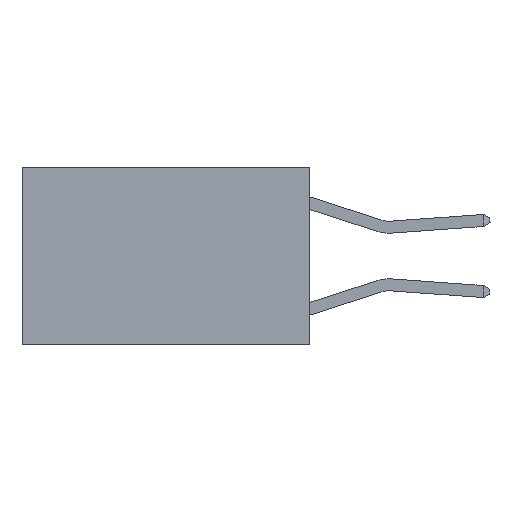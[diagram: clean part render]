
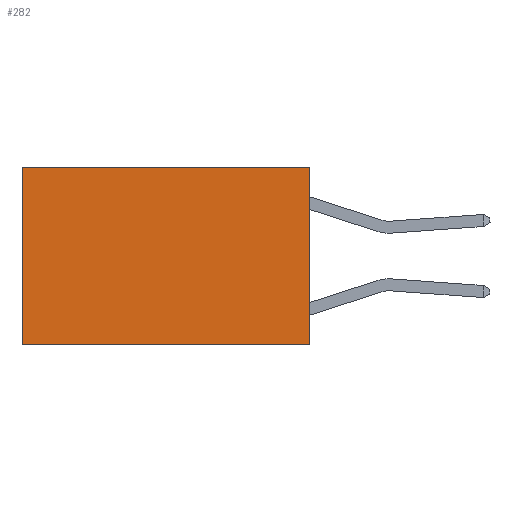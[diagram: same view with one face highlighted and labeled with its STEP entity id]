
A CAD part, left-side view. The second image highlights one B-rep face of the part: STEP entity #282.
In plain terms, the highlighted planar face has unit normal (-1, 0, 0).
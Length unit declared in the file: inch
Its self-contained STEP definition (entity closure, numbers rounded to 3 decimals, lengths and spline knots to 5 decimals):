
#225 = VECTOR ( 'NONE', #5168, 39.37008 ) ;
#282 = ADVANCED_FACE ( 'NONE', ( #2283 ), #7154, .F. ) ;
#437 = ORIENTED_EDGE ( 'NONE', *, *, #6160, .F. ) ;
#740 = VERTEX_POINT ( 'NONE', #1378 ) ;
#855 = VERTEX_POINT ( 'NONE', #9014 ) ;
#1378 = CARTESIAN_POINT ( 'NONE',  ( 0.2625, 0., -0.37 ) ) ;
#2283 = FACE_OUTER_BOUND ( 'NONE', #4730, .T. ) ;
#2449 = LINE ( 'NONE', #3787, #14541 ) ;
#3758 = ORIENTED_EDGE ( 'NONE', *, *, #9928, .F. ) ;
#3787 = CARTESIAN_POINT ( 'NONE',  ( 0.2625, 0.6, 0. ) ) ;
#4268 = CARTESIAN_POINT ( 'NONE',  ( 0.2625, 0., 0. ) ) ;
#4649 = VERTEX_POINT ( 'NONE', #8369 ) ;
#4730 = EDGE_LOOP ( 'NONE', ( #9866, #437, #3758, #7017 ) ) ;
#4998 = LINE ( 'NONE', #14194, #7881 ) ;
#5014 = DIRECTION ( 'NONE',  ( 0., 0., -1. ) ) ;
#5168 = DIRECTION ( 'NONE',  ( 0., 1., 0. ) ) ;
#6160 = EDGE_CURVE ( 'NONE', #740, #12641, #10036, .T. ) ;
#7017 = ORIENTED_EDGE ( 'NONE', *, *, #8714, .T. ) ;
#7154 = PLANE ( 'NONE',  #14828 ) ;
#7881 = VECTOR ( 'NONE', #10933, 39.37008 ) ;
#7972 = DIRECTION ( 'NONE',  ( 0., 0., -1. ) ) ;
#8369 = CARTESIAN_POINT ( 'NONE',  ( 0.2625, 0.6, 0. ) ) ;
#8659 = CARTESIAN_POINT ( 'NONE',  ( 0.2625, 0., 0. ) ) ;
#8714 = EDGE_CURVE ( 'NONE', #855, #4649, #4998, .T. ) ;
#8785 = DIRECTION ( 'NONE',  ( 0., 0., -1. ) ) ;
#9014 = CARTESIAN_POINT ( 'NONE',  ( 0.2625, 0., 0. ) ) ;
#9740 = LINE ( 'NONE', #4268, #12334 ) ;
#9866 = ORIENTED_EDGE ( 'NONE', *, *, #12676, .T. ) ;
#9928 = EDGE_CURVE ( 'NONE', #855, #740, #9740, .T. ) ;
#10036 = LINE ( 'NONE', #12229, #225 ) ;
#10918 = DIRECTION ( 'NONE',  ( 1., 0., 0. ) ) ;
#10933 = DIRECTION ( 'NONE',  ( 0., 1., 0. ) ) ;
#12229 = CARTESIAN_POINT ( 'NONE',  ( 0.2625, 0., -0.37 ) ) ;
#12334 = VECTOR ( 'NONE', #7972, 39.37008 ) ;
#12641 = VERTEX_POINT ( 'NONE', #14249 ) ;
#12676 = EDGE_CURVE ( 'NONE', #4649, #12641, #2449, .T. ) ;
#14194 = CARTESIAN_POINT ( 'NONE',  ( 0.2625, 0., 0. ) ) ;
#14249 = CARTESIAN_POINT ( 'NONE',  ( 0.2625, 0.6, -0.37 ) ) ;
#14541 = VECTOR ( 'NONE', #5014, 39.37008 ) ;
#14828 = AXIS2_PLACEMENT_3D ( 'NONE', #8659, #10918, #8785 ) ;
